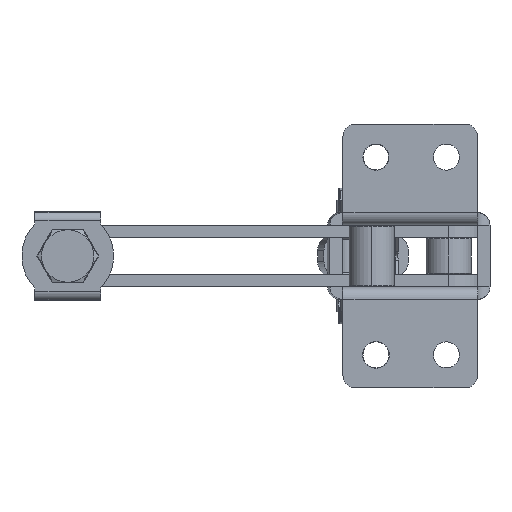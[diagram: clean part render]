
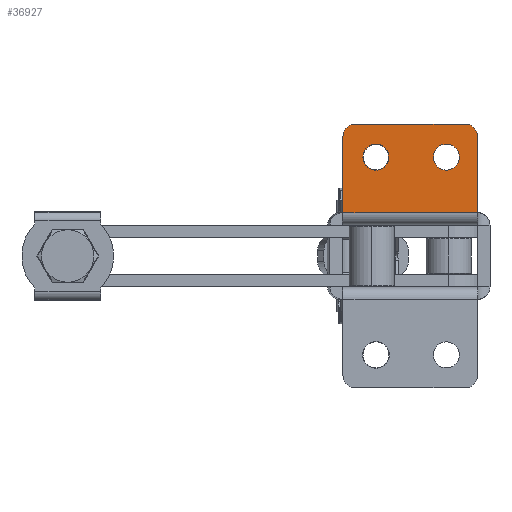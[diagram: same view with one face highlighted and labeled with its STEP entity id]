
A CAD part, front view. The second image highlights one B-rep face of the part: STEP entity #36927.
In plain terms, the highlighted planar face has unit normal (0, -1, 0).
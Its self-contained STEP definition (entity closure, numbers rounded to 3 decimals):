
#3296 = EDGE_CURVE ( 'NONE', #22502, #22968, #7844, .T. ) ;
#3323 = EDGE_CURVE ( 'NONE', #22990, #22486, #7911, .T. ) ;
#3400 = EDGE_CURVE ( 'NONE', #22463, #22982, #4705, .T. ) ;
#3407 = EDGE_CURVE ( 'NONE', #23536, #23006, #4685, .T. ) ;
#3425 = EDGE_CURVE ( 'NONE', #22992, #22952, #4614, .T. ) ;
#3452 = EDGE_CURVE ( 'NONE', #22486, #22990, #4577, .T. ) ;
#3479 = EDGE_CURVE ( 'NONE', #22968, #22502, #4532, .T. ) ;
#3480 = EDGE_CURVE ( 'NONE', #22982, #23536, #4531, .T. ) ;
#3481 = EDGE_CURVE ( 'NONE', #23006, #22992, #18604, .T. ) ;
#3482 = EDGE_CURVE ( 'NONE', #22952, #22463, #10271, .T. ) ;
#4531 = LINE ( 'NONE', #19848, #35565 ) ;
#4532 = CIRCLE ( 'NONE', #15645, 3.069 ) ;
#4577 = CIRCLE ( 'NONE', #15633, 3.15 ) ;
#4610 = VECTOR ( 'NONE', #20386, 1000. ) ;
#4614 = LINE ( 'NONE', #20389, #4610 ) ;
#4681 = VECTOR ( 'NONE', #20514, 1000. ) ;
#4685 = LINE ( 'NONE', #20518, #4681 ) ;
#4703 = VECTOR ( 'NONE', #20589, 1000. ) ;
#4705 = LINE ( 'NONE', #20571, #4703 ) ;
#7844 = CIRCLE ( 'NONE', #15570, 3.069 ) ;
#7911 = CIRCLE ( 'NONE', #15584, 3.15 ) ;
#8048 = CARTESIAN_POINT ( 'NONE',  ( 18.649, -0.7, -4.236 ) ) ;
#8223 = CARTESIAN_POINT ( 'NONE',  ( 18.649, -0.7, 14.264 ) ) ;
#8232 = CARTESIAN_POINT ( 'NONE',  ( 15.649, -0.7, 17.264 ) ) ;
#8233 = CARTESIAN_POINT ( 'NONE',  ( 11.049, -0.7, 12.414 ) ) ;
#8240 = CARTESIAN_POINT ( 'NONE',  ( -14.051, -0.7, -4.236 ) ) ;
#8251 = CARTESIAN_POINT ( 'NONE',  ( -6.051, -0.7, 6.195 ) ) ;
#8270 = CARTESIAN_POINT ( 'NONE',  ( -11.051, -0.7, 17.264 ) ) ;
#8439 = CARTESIAN_POINT ( 'NONE',  ( -6.051, -0.7, 12.333 ) ) ;
#8470 = CARTESIAN_POINT ( 'NONE',  ( 11.049, -0.7, 6.114 ) ) ;
#8520 = CARTESIAN_POINT ( 'NONE',  ( -14.051, -0.7, 14.264 ) ) ;
#10271 = CIRCLE ( 'NONE', #15647, 3. ) ;
#13692 = FACE_BOUND ( 'NONE', #31897, .T. ) ;
#13701 = FACE_BOUND ( 'NONE', #31834, .T. ) ;
#13705 = FACE_OUTER_BOUND ( 'NONE', #31512, .T. ) ;
#15570 = AXIS2_PLACEMENT_3D ( 'NONE', #21319, #21317, #21315 ) ;
#15584 = AXIS2_PLACEMENT_3D ( 'NONE', #21119, #21117, #21115 ) ;
#15633 = AXIS2_PLACEMENT_3D ( 'NONE', #19994, #19992, #19988 ) ;
#15645 = AXIS2_PLACEMENT_3D ( 'NONE', #19842, #19841, #19840 ) ;
#15646 = AXIS2_PLACEMENT_3D ( 'NONE', #19835, #19832, #19831 ) ;
#15647 = AXIS2_PLACEMENT_3D ( 'NONE', #19830, #19829, #19828 ) ;
#16874 = AXIS2_PLACEMENT_3D ( 'NONE', #17655, #17652, #17659 ) ;
#17652 = DIRECTION ( 'NONE',  ( 0., -1., 0. ) ) ;
#17655 = CARTESIAN_POINT ( 'NONE',  ( 0., -0.7, 0. ) ) ;
#17657 = PLANE ( 'NONE',  #16874 ) ;
#17659 = DIRECTION ( 'NONE',  ( 0., 0., -1. ) ) ;
#18604 = CIRCLE ( 'NONE', #15646, 3. ) ;
#19828 = DIRECTION ( 'NONE',  ( 0., 0., -1. ) ) ;
#19829 = DIRECTION ( 'NONE',  ( 0., -1., 0. ) ) ;
#19830 = CARTESIAN_POINT ( 'NONE',  ( -11.051, -0.7, 14.264 ) ) ;
#19831 = DIRECTION ( 'NONE',  ( 0., 0., -1. ) ) ;
#19832 = DIRECTION ( 'NONE',  ( 0., -1., 0. ) ) ;
#19835 = CARTESIAN_POINT ( 'NONE',  ( 15.649, -0.7, 14.264 ) ) ;
#19840 = DIRECTION ( 'NONE',  ( 0., 0., -1. ) ) ;
#19841 = DIRECTION ( 'NONE',  ( 0., -1., 0. ) ) ;
#19842 = CARTESIAN_POINT ( 'NONE',  ( -6.051, -0.7, 9.264 ) ) ;
#19847 = DIRECTION ( 'NONE',  ( 1., 0., 0. ) ) ;
#19848 = CARTESIAN_POINT ( 'NONE',  ( 18.649, -0.7, -4.236 ) ) ;
#19988 = DIRECTION ( 'NONE',  ( 0., 0., -1. ) ) ;
#19992 = DIRECTION ( 'NONE',  ( 0., -1., 0. ) ) ;
#19994 = CARTESIAN_POINT ( 'NONE',  ( 11.049, -0.7, 9.264 ) ) ;
#20386 = DIRECTION ( 'NONE',  ( -1., 0., 0. ) ) ;
#20389 = CARTESIAN_POINT ( 'NONE',  ( 15.649, -0.7, 17.264 ) ) ;
#20514 = DIRECTION ( 'NONE',  ( 0., 0., 1. ) ) ;
#20518 = CARTESIAN_POINT ( 'NONE',  ( 18.649, -0.7, -4.236 ) ) ;
#20571 = CARTESIAN_POINT ( 'NONE',  ( -14.051, -0.7, 14.264 ) ) ;
#20589 = DIRECTION ( 'NONE',  ( 0., 0., -1. ) ) ;
#21115 = DIRECTION ( 'NONE',  ( 0., 0., -1. ) ) ;
#21117 = DIRECTION ( 'NONE',  ( 0., -1., 0. ) ) ;
#21119 = CARTESIAN_POINT ( 'NONE',  ( 11.049, -0.7, 9.264 ) ) ;
#21315 = DIRECTION ( 'NONE',  ( 0., 0., -1. ) ) ;
#21317 = DIRECTION ( 'NONE',  ( 0., -1., 0. ) ) ;
#21319 = CARTESIAN_POINT ( 'NONE',  ( -6.051, -0.7, 9.264 ) ) ;
#22463 = VERTEX_POINT ( 'NONE', #8520 ) ;
#22486 = VERTEX_POINT ( 'NONE', #8470 ) ;
#22502 = VERTEX_POINT ( 'NONE', #8439 ) ;
#22952 = VERTEX_POINT ( 'NONE', #8270 ) ;
#22968 = VERTEX_POINT ( 'NONE', #8251 ) ;
#22982 = VERTEX_POINT ( 'NONE', #8240 ) ;
#22990 = VERTEX_POINT ( 'NONE', #8233 ) ;
#22992 = VERTEX_POINT ( 'NONE', #8232 ) ;
#23006 = VERTEX_POINT ( 'NONE', #8223 ) ;
#23536 = VERTEX_POINT ( 'NONE', #8048 ) ;
#31512 = EDGE_LOOP ( 'NONE', ( #33482, #33481, #33480, #33479, #33477, #33476 ) ) ;
#31834 = EDGE_LOOP ( 'NONE', ( #33474, #33473 ) ) ;
#31897 = EDGE_LOOP ( 'NONE', ( #33484, #33483 ) ) ;
#33473 = ORIENTED_EDGE ( 'NONE', *, *, #3452, .F. ) ;
#33474 = ORIENTED_EDGE ( 'NONE', *, *, #3323, .F. ) ;
#33476 = ORIENTED_EDGE ( 'NONE', *, *, #3482, .T. ) ;
#33477 = ORIENTED_EDGE ( 'NONE', *, *, #3425, .T. ) ;
#33479 = ORIENTED_EDGE ( 'NONE', *, *, #3481, .T. ) ;
#33480 = ORIENTED_EDGE ( 'NONE', *, *, #3407, .T. ) ;
#33481 = ORIENTED_EDGE ( 'NONE', *, *, #3480, .T. ) ;
#33482 = ORIENTED_EDGE ( 'NONE', *, *, #3400, .T. ) ;
#33483 = ORIENTED_EDGE ( 'NONE', *, *, #3479, .F. ) ;
#33484 = ORIENTED_EDGE ( 'NONE', *, *, #3296, .F. ) ;
#35565 = VECTOR ( 'NONE', #19847, 1000. ) ;
#36927 = ADVANCED_FACE ( 'NONE', ( #13692, #13705, #13701 ), #17657, .T. ) ;
